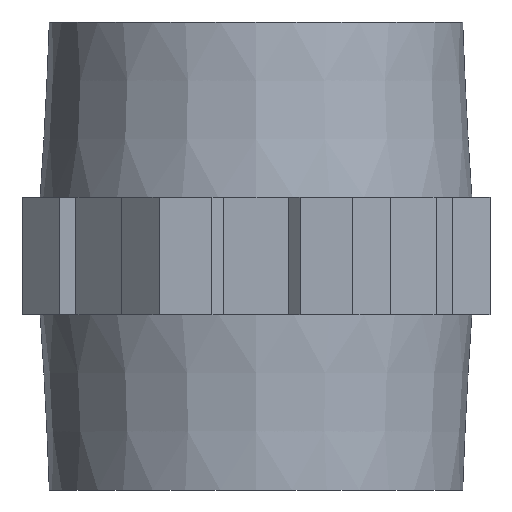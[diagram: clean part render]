
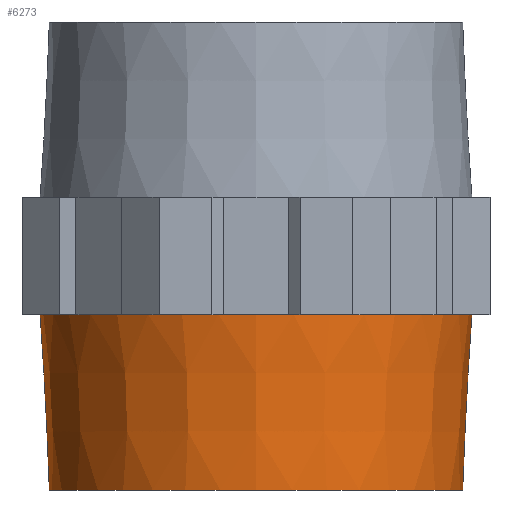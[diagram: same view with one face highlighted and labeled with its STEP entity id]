
A CAD part, left-side view. The second image highlights one B-rep face of the part: STEP entity #6273.
In plain terms, the highlighted conical face has half-angle 3 degrees and reference radius 26.5 mm.
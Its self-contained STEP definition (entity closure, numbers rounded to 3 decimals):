
#886=FACE_OUTER_BOUND('',#1242,.T.);
#1242=EDGE_LOOP('',(#5850,#5851,#5852,#5853));
#1926=LINE('',#13459,#2600);
#2600=VECTOR('',#7844,26.5);
#2623=CIRCLE('',#6535,27.679);
#2624=CIRCLE('',#6578,26.5);
#3180=VERTEX_POINT('',#13294);
#3221=VERTEX_POINT('',#13458);
#4032=EDGE_CURVE('',#3180,#3180,#2623,.T.);
#4113=EDGE_CURVE('',#3180,#3221,#1926,.T.);
#4114=EDGE_CURVE('',#3221,#3221,#2624,.T.);
#5850=ORIENTED_EDGE('',*,*,#4032,.T.);
#5851=ORIENTED_EDGE('',*,*,#4113,.T.);
#5852=ORIENTED_EDGE('',*,*,#4114,.T.);
#5853=ORIENTED_EDGE('',*,*,#4113,.F.);
#5949=CONICAL_SURFACE('',#6577,26.5,0.052);
#6273=ADVANCED_FACE('',(#886),#5949,.T.);
#6535=AXIS2_PLACEMENT_3D('',#13295,#7678,#7679);
#6577=AXIS2_PLACEMENT_3D('',#13457,#7842,#7843);
#6578=AXIS2_PLACEMENT_3D('',#13460,#7845,#7846);
#7678=DIRECTION('center_axis',(0.,0.,-1.));
#7679=DIRECTION('ref_axis',(1.,0.,0.));
#7842=DIRECTION('center_axis',(0.,0.,1.));
#7843=DIRECTION('ref_axis',(1.,0.,0.));
#7844=DIRECTION('',(0.052,0.,-0.999));
#7845=DIRECTION('center_axis',(0.,0.,1.));
#7846=DIRECTION('ref_axis',(1.,0.,0.));
#13294=CARTESIAN_POINT('',(-27.679,0.,22.5));
#13295=CARTESIAN_POINT('Origin',(0.,0.,22.5));
#13457=CARTESIAN_POINT('Origin',(0.,0.,0.));
#13458=CARTESIAN_POINT('',(-26.5,0.,0.));
#13459=CARTESIAN_POINT('',(-26.5,0.,0.));
#13460=CARTESIAN_POINT('Origin',(0.,0.,0.));
